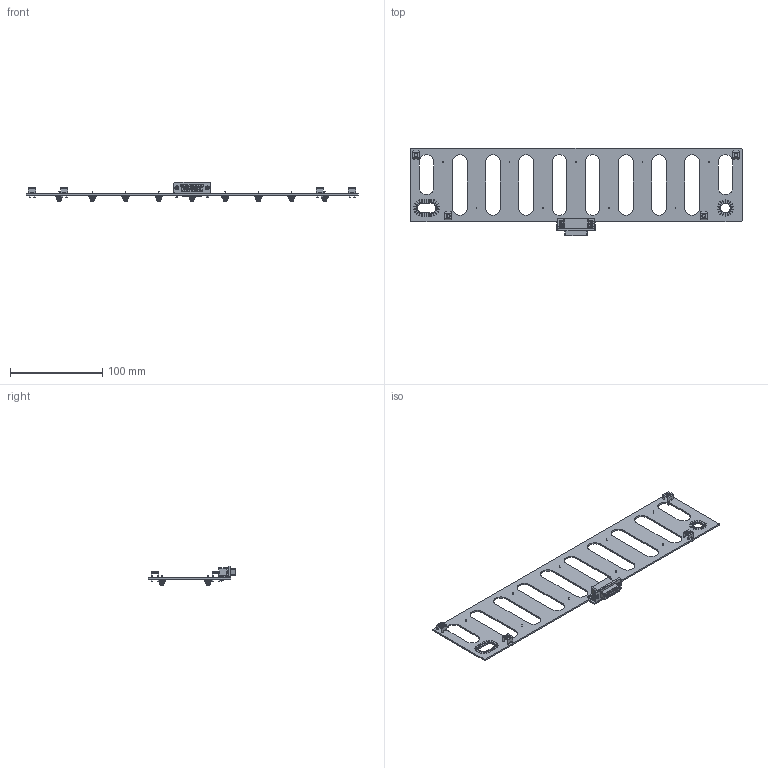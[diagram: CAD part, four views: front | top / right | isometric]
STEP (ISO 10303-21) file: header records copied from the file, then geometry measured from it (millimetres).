
FILE_DESCRIPTION(('KiCad electronic assembly'),'2;1');
FILE_NAME('NiCd Battery Shield - VP400KH.step','2022-08-08T14:05:43',( 'An Author'),('A Company'),'Open CASCADE STEP processor 6.9', 'KiCad to STEP converter','Unknown');
FILE_SCHEMA(('AUTOMOTIVE_DESIGN { 1 0 10303 214 1 1 1 1 }'));
Length unit declared in the file: millimetre
Products named in the file (8): Open CASCADE STEP translator 6.9 1; keystone-PN240; COMPOUND; DA15-SL-25; keystone-PN7795; SOLID
Assembly tree (18 placements, depth 3):
  Open CASCADE STEP translator 6.9 1
    keystone-PN240  x9
      COMPOUND
    DA15-SL-25
      COMPOUND
    keystone-PN7795  x4
      SOLID
    COMPOUND
Bounding box: 360 x 95.17 x 21.55 mm (x, y, z)
Volume: 37474.8 mm3; surface area: 51851.1 mm2
Topology: 31 solids, 31 shells, 1059 faces, 2710 edges, 1744 vertices
Faces by surface type: cylinder 494, plane 386, bspline 74, torus 63, cone 42
Full cylindrical faces by diameter (mm): 0.5 x132, 0.762 x9, 1 x15, 1.85 x16, 3.05 x2, 3.607 x8, 5.232 x4, 10.25 x1
Entity records: 55888 total; most frequent: CARTESIAN_POINT 17500, DIRECTION 7060, LINE 3564, VECTOR 3564, ORIENTED_EDGE 3548, PCURVE 3548, DEFINITIONAL_REPRESENTATION 3548, EDGE_CURVE 1774
